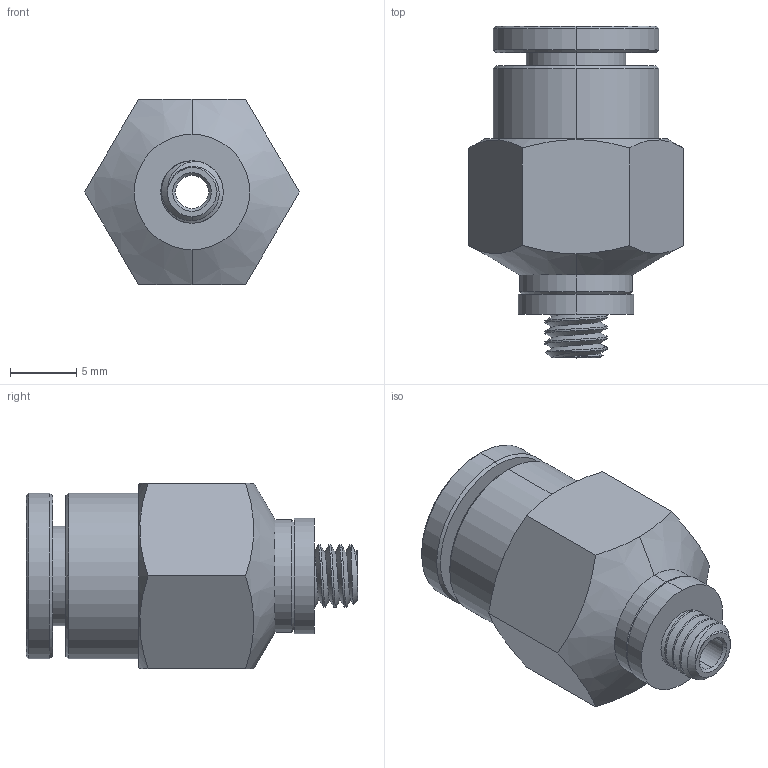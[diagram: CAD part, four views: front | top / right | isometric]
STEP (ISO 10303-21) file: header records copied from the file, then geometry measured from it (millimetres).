
FILE_DESCRIPTION (( 'STEP AP203' ), '1' );
FILE_NAME ('MCS1-4-10-32W.STEP', '2016-10-20T17:20:11', ( '' ), ( '' ), 'SwSTEP 2.0', 'SolidWorks 2016', '' );
FILE_SCHEMA (( 'CONFIG_CONTROL_DESIGN' ));
Length unit declared in the file: millimetre
Products named in the file (1): MCS1-4-10-32W
Bounding box: 16.17 x 25 x 14 mm (x, y, z)
Volume: 2006.8 mm3; surface area: 3269.7 mm2
Topology: 7 solids, 7 shells, 354 faces, 977 edges, 642 vertices
Faces by surface type: cone 123, plane 117, cylinder 76, bspline 38
Entity records: 38531 total; most frequent: CARTESIAN_POINT 30026, ORIENTED_EDGE 1954, DIRECTION 1538, EDGE_CURVE 977, VERTEX_POINT 642, AXIS2_PLACEMENT_3D 636, B_SPLINE_CURVE_WITH_KNOTS 392, EDGE_LOOP 373
